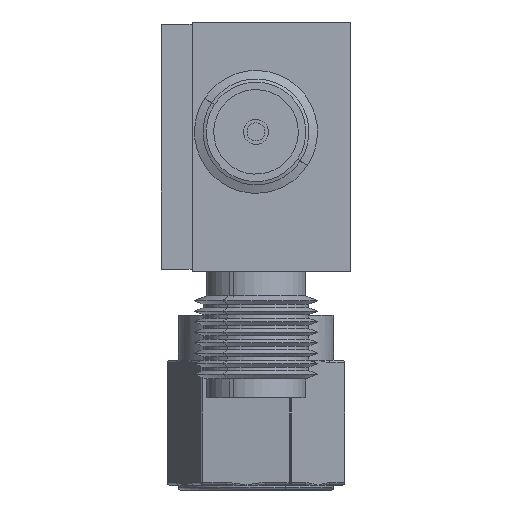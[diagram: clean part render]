
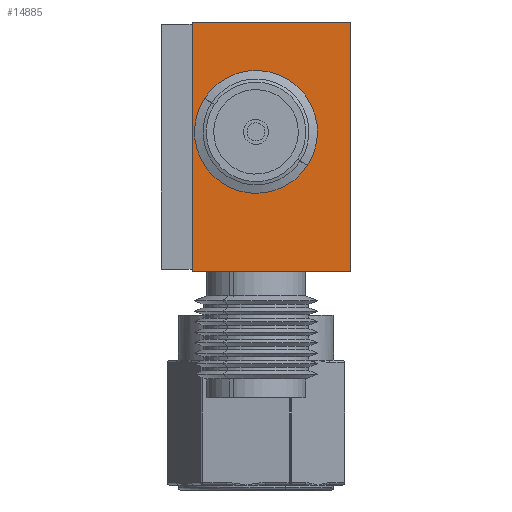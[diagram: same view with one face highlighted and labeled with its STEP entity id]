
A CAD part, left-side view. The second image highlights one B-rep face of the part: STEP entity #14885.
In plain terms, the highlighted planar face has unit normal (-1, 0, 0).
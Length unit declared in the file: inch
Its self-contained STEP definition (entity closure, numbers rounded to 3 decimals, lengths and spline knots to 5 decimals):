
#1518 = VERTEX_POINT ( 'NONE', #19238 ) ;
#2445 = CARTESIAN_POINT ( 'NONE',  ( -2.375, 0.318, -0.25 ) ) ;
#3715 = FACE_OUTER_BOUND ( 'NONE', #22498, .T. ) ;
#4961 = AXIS2_PLACEMENT_3D ( 'NONE', #38716, #21402, #25415 ) ;
#5177 = DIRECTION ( 'NONE',  ( 0., 0., 1. ) ) ;
#7365 = DIRECTION ( 'NONE',  ( 0., 0., 1. ) ) ;
#9248 = ORIENTED_EDGE ( 'NONE', *, *, #31736, .F. ) ;
#9380 = CARTESIAN_POINT ( 'NONE',  ( -2.375, 0.19, 0.15 ) ) ;
#10606 = DIRECTION ( 'NONE',  ( 0., 0., -1. ) ) ;
#11616 = DIRECTION ( 'NONE',  ( -1., 0., 0. ) ) ;
#11639 = EDGE_CURVE ( 'NONE', #34974, #1518, #37064, .T. ) ;
#12999 = AXIS2_PLACEMENT_3D ( 'NONE', #39404, #11616, #5177 ) ;
#13274 = CARTESIAN_POINT ( 'NONE',  ( -2.375, 0.318, 0.25 ) ) ;
#14036 = VECTOR ( 'NONE', #16095, 39.37008 ) ;
#14170 = CIRCLE ( 'NONE', #4961, 0.12 ) ;
#14885 = ADVANCED_FACE ( 'NONE', ( #21083, #3715 ), #38395, .F. ) ;
#15151 = CIRCLE ( 'NONE', #12999, 0.12 ) ;
#15731 = ORIENTED_EDGE ( 'NONE', *, *, #42303, .T. ) ;
#16095 = DIRECTION ( 'NONE',  ( 0., 0., 1. ) ) ;
#16771 = EDGE_CURVE ( 'NONE', #25858, #34974, #34521, .T. ) ;
#18189 = CARTESIAN_POINT ( 'NONE',  ( -2.375, 0., -0.25 ) ) ;
#18770 = EDGE_CURVE ( 'NONE', #21934, #43641, #14170, .T. ) ;
#19238 = CARTESIAN_POINT ( 'NONE',  ( -2.375, 0., 0.25 ) ) ;
#19873 = CARTESIAN_POINT ( 'NONE',  ( -2.375, 0.19, -0.09 ) ) ;
#20405 = DIRECTION ( 'NONE',  ( 0., -1., 0. ) ) ;
#21083 = FACE_BOUND ( 'NONE', #29267, .T. ) ;
#21402 = DIRECTION ( 'NONE',  ( -1., 0., 0. ) ) ;
#21934 = VERTEX_POINT ( 'NONE', #19873 ) ;
#22498 = EDGE_LOOP ( 'NONE', ( #15731, #23337, #23312, #30493 ) ) ;
#23312 = ORIENTED_EDGE ( 'NONE', *, *, #16771, .F. ) ;
#23337 = ORIENTED_EDGE ( 'NONE', *, *, #11639, .F. ) ;
#24120 = AXIS2_PLACEMENT_3D ( 'NONE', #30913, #24222, #10606 ) ;
#24222 = DIRECTION ( 'NONE',  ( 1., 0., 0. ) ) ;
#25302 = VECTOR ( 'NONE', #20405, 39.37008 ) ;
#25415 = DIRECTION ( 'NONE',  ( 0., 0., 1. ) ) ;
#25451 = VECTOR ( 'NONE', #7365, 39.37008 ) ;
#25858 = VERTEX_POINT ( 'NONE', #34069 ) ;
#27860 = CARTESIAN_POINT ( 'NONE',  ( -2.375, 0.318, 0.25 ) ) ;
#28752 = DIRECTION ( 'NONE',  ( 0., -1., 0. ) ) ;
#29267 = EDGE_LOOP ( 'NONE', ( #9248, #34005 ) ) ;
#30493 = ORIENTED_EDGE ( 'NONE', *, *, #33613, .T. ) ;
#30913 = CARTESIAN_POINT ( 'NONE',  ( -2.375, 0.318, 0.25 ) ) ;
#31736 = EDGE_CURVE ( 'NONE', #43641, #21934, #15151, .T. ) ;
#33264 = CARTESIAN_POINT ( 'NONE',  ( -2.375, 0., 0.25 ) ) ;
#33559 = CARTESIAN_POINT ( 'NONE',  ( -2.375, 0.318, 0.25 ) ) ;
#33613 = EDGE_CURVE ( 'NONE', #25858, #35681, #35398, .T. ) ;
#34005 = ORIENTED_EDGE ( 'NONE', *, *, #18770, .F. ) ;
#34069 = CARTESIAN_POINT ( 'NONE',  ( -2.375, 0.318, -0.25 ) ) ;
#34521 = LINE ( 'NONE', #27860, #25451 ) ;
#34974 = VERTEX_POINT ( 'NONE', #33559 ) ;
#35398 = LINE ( 'NONE', #2445, #36045 ) ;
#35681 = VERTEX_POINT ( 'NONE', #18189 ) ;
#36045 = VECTOR ( 'NONE', #28752, 39.37008 ) ;
#36789 = LINE ( 'NONE', #33264, #14036 ) ;
#37064 = LINE ( 'NONE', #13274, #25302 ) ;
#38395 = PLANE ( 'NONE',  #24120 ) ;
#38716 = CARTESIAN_POINT ( 'NONE',  ( -2.375, 0.19, 0.03 ) ) ;
#39404 = CARTESIAN_POINT ( 'NONE',  ( -2.375, 0.19, 0.03 ) ) ;
#42303 = EDGE_CURVE ( 'NONE', #35681, #1518, #36789, .T. ) ;
#43641 = VERTEX_POINT ( 'NONE', #9380 ) ;
